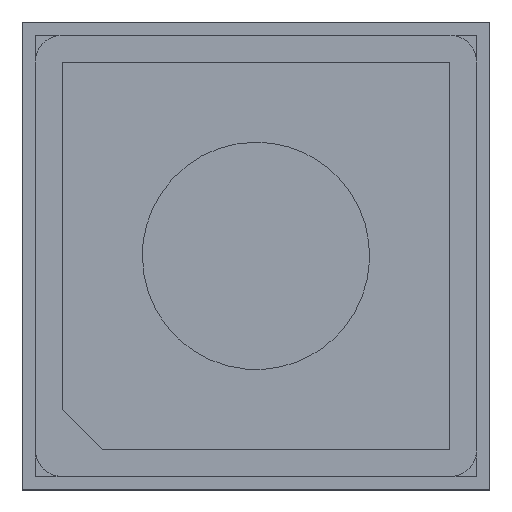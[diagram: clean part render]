
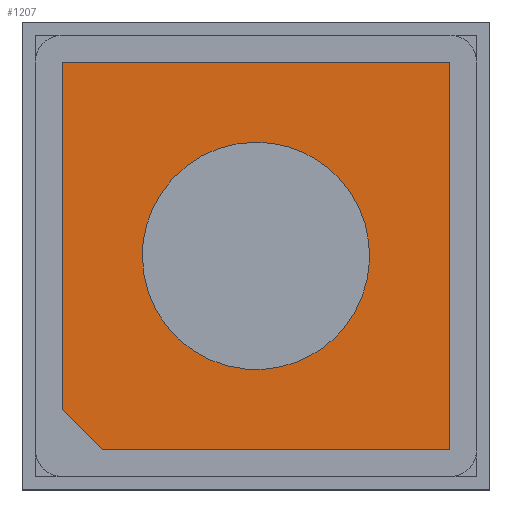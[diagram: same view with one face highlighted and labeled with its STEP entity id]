
A CAD part, top view. The second image highlights one B-rep face of the part: STEP entity #1207.
In plain terms, the highlighted free-form (B-spline) face has degree [1, 1] with [2, 2] control points.
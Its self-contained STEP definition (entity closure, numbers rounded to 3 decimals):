
#1147 = EDGE_CURVE('',#1148,#1150,#1152,.T.);
#1148 = VERTEX_POINT('',#1149);
#1149 = CARTESIAN_POINT('',(12.27,14.414,
    0.822));
#1150 = VERTEX_POINT('',#1151);
#1151 = CARTESIAN_POINT('',(12.627,14.057,
    0.822));
#1152 = B_SPLINE_CURVE_WITH_KNOTS('',1,(#1153,#1154),.UNSPECIFIED.,.F.,
  .F.,(2,2),(-0.318,0.106),.PIECEWISE_BEZIER_KNOTS.);
#1153 = CARTESIAN_POINT('',(12.27,14.414,
    0.822));
#1154 = CARTESIAN_POINT('',(12.627,14.057,
    0.822));
#1184 = EDGE_CURVE('',#1148,#1185,#1187,.T.);
#1185 = VERTEX_POINT('',#1186);
#1186 = CARTESIAN_POINT('',(12.27,17.511,
    0.822));
#1187 = B_SPLINE_CURVE_WITH_KNOTS('',1,(#1188,#1189),.UNSPECIFIED.,.F.,
  .F.,(2,2),(-0.425,2.175),.PIECEWISE_BEZIER_KNOTS.);
#1188 = CARTESIAN_POINT('',(12.27,14.414,
    0.822));
#1189 = CARTESIAN_POINT('',(12.27,17.511,
    0.822));
#1207 = ADVANCED_FACE('',(#1208,#1231),#1245,.T.);
#1208 = FACE_BOUND('',#1209,.T.);
#1209 = EDGE_LOOP('',(#1210,#1211,#1218,#1225,#1230));
#1210 = ORIENTED_EDGE('',*,*,#1147,.T.);
#1211 = ORIENTED_EDGE('',*,*,#1212,.F.);
#1212 = EDGE_CURVE('',#1213,#1150,#1215,.T.);
#1213 = VERTEX_POINT('',#1214);
#1214 = CARTESIAN_POINT('',(15.724,14.057,
    0.822));
#1215 = B_SPLINE_CURVE_WITH_KNOTS('',1,(#1216,#1217),.UNSPECIFIED.,.F.,
  .F.,(2,2),(-0.725,1.875),.PIECEWISE_BEZIER_KNOTS.);
#1216 = CARTESIAN_POINT('',(15.724,14.057,
    0.822));
#1217 = CARTESIAN_POINT('',(12.627,14.057,
    0.822));
#1218 = ORIENTED_EDGE('',*,*,#1219,.F.);
#1219 = EDGE_CURVE('',#1220,#1213,#1222,.T.);
#1220 = VERTEX_POINT('',#1221);
#1221 = CARTESIAN_POINT('',(15.724,17.511,
    0.822));
#1222 = B_SPLINE_CURVE_WITH_KNOTS('',1,(#1223,#1224),.UNSPECIFIED.,.F.,
  .F.,(2,2),(-0.725,2.175),.PIECEWISE_BEZIER_KNOTS.);
#1223 = CARTESIAN_POINT('',(15.724,17.511,
    0.822));
#1224 = CARTESIAN_POINT('',(15.724,14.057,
    0.822));
#1225 = ORIENTED_EDGE('',*,*,#1226,.F.);
#1226 = EDGE_CURVE('',#1185,#1220,#1227,.T.);
#1227 = B_SPLINE_CURVE_WITH_KNOTS('',1,(#1228,#1229),.UNSPECIFIED.,.F.,
  .F.,(2,2),(-0.725,2.175),.PIECEWISE_BEZIER_KNOTS.);
#1228 = CARTESIAN_POINT('',(12.27,17.511,
    0.822));
#1229 = CARTESIAN_POINT('',(15.724,17.511,
    0.822));
#1230 = ORIENTED_EDGE('',*,*,#1184,.F.);
#1231 = FACE_BOUND('',#1232,.T.);
#1232 = EDGE_LOOP('',(#1233));
#1233 = ORIENTED_EDGE('',*,*,#1234,.F.);
#1234 = EDGE_CURVE('',#1235,#1235,#1237,.T.);
#1235 = VERTEX_POINT('',#1236);
#1236 = CARTESIAN_POINT('',(12.984,15.784,
    0.822));
#1237 = ( BOUNDED_CURVE() B_SPLINE_CURVE(2,(#1238,#1239,#1240,#1241,
#1242,#1243,#1244),.UNSPECIFIED.,.T.,.F.) B_SPLINE_CURVE_WITH_KNOTS((3,2
    ,2,3),(3.142,5.236,7.33,9.425),
.PIECEWISE_BEZIER_KNOTS.) CURVE() GEOMETRIC_REPRESENTATION_ITEM() 
RATIONAL_B_SPLINE_CURVE((1.,0.5,1.,0.5,1.,0.5,1.)) REPRESENTATION_ITEM(
  '') );
#1238 = CARTESIAN_POINT('',(12.984,15.784,
    0.822));
#1239 = CARTESIAN_POINT('',(12.984,14.03,
    0.822));
#1240 = CARTESIAN_POINT('',(14.503,14.907,
    0.822));
#1241 = CARTESIAN_POINT('',(16.022,15.784,
    0.822));
#1242 = CARTESIAN_POINT('',(14.503,16.661,
    0.822));
#1243 = CARTESIAN_POINT('',(12.984,17.538,
    0.822));
#1244 = CARTESIAN_POINT('',(12.984,15.784,
    0.822));
#1245 = B_SPLINE_SURFACE_WITH_KNOTS('',1,1,(
    (#1246,#1247)
    ,(#1248,#1249
    )),.UNSPECIFIED.,.F.,.F.,.F.,(2,2),(2,2),(-1.45,
    1.45),(-1.45,1.45),
  .PIECEWISE_BEZIER_KNOTS.);
#1246 = CARTESIAN_POINT('',(12.27,14.057,
    0.822));
#1247 = CARTESIAN_POINT('',(12.27,17.511,
    0.822));
#1248 = CARTESIAN_POINT('',(15.724,14.057,
    0.822));
#1249 = CARTESIAN_POINT('',(15.724,17.511,
    0.822));
